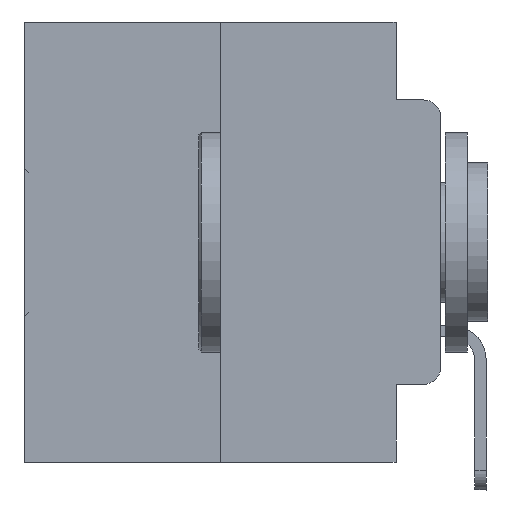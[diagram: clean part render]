
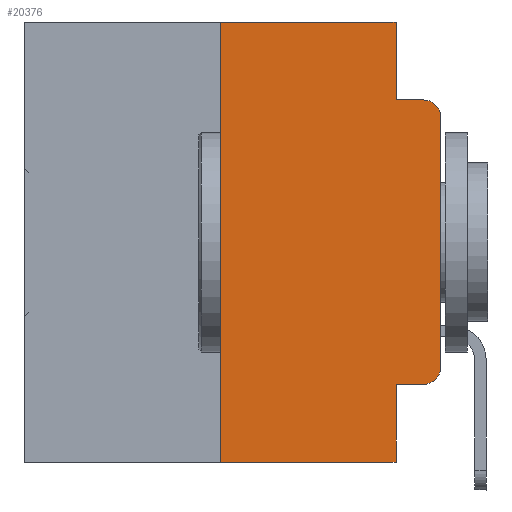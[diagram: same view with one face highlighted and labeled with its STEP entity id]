
A CAD part, left-side view. The second image highlights one B-rep face of the part: STEP entity #20376.
In plain terms, the highlighted planar face has unit normal (-1, 0, 0).
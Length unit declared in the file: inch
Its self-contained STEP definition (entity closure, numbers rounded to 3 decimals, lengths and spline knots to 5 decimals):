
#979 = CARTESIAN_POINT ( 'NONE',  ( 0., 0.02, -0.3915 ) ) ;
#1984 = VERTEX_POINT ( 'NONE', #8300 ) ;
#2571 = EDGE_CURVE ( 'NONE', #22327, #22900, #28331, .T. ) ;
#3050 = DIRECTION ( 'NONE',  ( 0., 0., -1. ) ) ;
#4200 = ORIENTED_EDGE ( 'NONE', *, *, #23905, .F. ) ;
#4645 = DIRECTION ( 'NONE',  ( 0., 0., -1. ) ) ;
#4680 = CIRCLE ( 'NONE', #4823, 0.02 ) ;
#4823 = AXIS2_PLACEMENT_3D ( 'NONE', #32229, #14409, #4645 ) ;
#5120 = CIRCLE ( 'NONE', #21037, 0.02 ) ;
#5696 = EDGE_CURVE ( 'NONE', #32753, #24971, #16108, .T. ) ;
#5881 = CARTESIAN_POINT ( 'NONE',  ( 0., 0.051, -0.0885 ) ) ;
#6183 = DIRECTION ( 'NONE',  ( 0., -1., 0. ) ) ;
#6211 = EDGE_CURVE ( 'NONE', #22327, #28835, #9007, .T. ) ;
#7425 = CARTESIAN_POINT ( 'NONE',  ( 0., 0.25, 0. ) ) ;
#8300 = CARTESIAN_POINT ( 'NONE',  ( 0., 0.051, 0. ) ) ;
#8466 = LINE ( 'NONE', #26203, #27048 ) ;
#8576 = DIRECTION ( 'NONE',  ( 0., 0., -1. ) ) ;
#8605 = CARTESIAN_POINT ( 'NONE',  ( 0., 0.473, -0.5 ) ) ;
#9007 = LINE ( 'NONE', #8605, #28351 ) ;
#9224 = DIRECTION ( 'NONE',  ( 0., -1., 0. ) ) ;
#9319 = ORIENTED_EDGE ( 'NONE', *, *, #2571, .F. ) ;
#9499 = EDGE_CURVE ( 'NONE', #28509, #16244, #14330, .T. ) ;
#9604 = DIRECTION ( 'NONE',  ( 0., -1., 0. ) ) ;
#9778 = CARTESIAN_POINT ( 'NONE',  ( 0., 0.051, -0.0885 ) ) ;
#10388 = LINE ( 'NONE', #29833, #31342 ) ;
#10816 = PLANE ( 'NONE',  #20234 ) ;
#11079 = EDGE_CURVE ( 'NONE', #16244, #24971, #4680, .T. ) ;
#11736 = ORIENTED_EDGE ( 'NONE', *, *, #6211, .T. ) ;
#11949 = VECTOR ( 'NONE', #28522, 39.37008 ) ;
#12033 = EDGE_CURVE ( 'NONE', #22900, #1984, #18483, .T. ) ;
#12232 = VERTEX_POINT ( 'NONE', #23352 ) ;
#13216 = CARTESIAN_POINT ( 'NONE',  ( 0., 0.25, 0. ) ) ;
#14330 = LINE ( 'NONE', #30964, #11949 ) ;
#14409 = DIRECTION ( 'NONE',  ( -1., 0., 0. ) ) ;
#16108 = LINE ( 'NONE', #5881, #22025 ) ;
#16244 = VERTEX_POINT ( 'NONE', #17683 ) ;
#17683 = CARTESIAN_POINT ( 'NONE',  ( 0., 0., -0.1085 ) ) ;
#18309 = CARTESIAN_POINT ( 'NONE',  ( 0., 0., -0.3915 ) ) ;
#18483 = LINE ( 'NONE', #19622, #23584 ) ;
#18485 = DIRECTION ( 'NONE',  ( -1., 0., 0. ) ) ;
#19181 = CARTESIAN_POINT ( 'NONE',  ( 0., 0.25, -0.5 ) ) ;
#19200 = EDGE_CURVE ( 'NONE', #22172, #28509, #5120, .T. ) ;
#19500 = DIRECTION ( 'NONE',  ( 0., -1., 0. ) ) ;
#19622 = CARTESIAN_POINT ( 'NONE',  ( 0., 0.473, 0. ) ) ;
#20234 = AXIS2_PLACEMENT_3D ( 'NONE', #21174, #23701, #8576 ) ;
#20376 = ADVANCED_FACE ( 'NONE', ( #30010 ), #10816, .F. ) ;
#21037 = AXIS2_PLACEMENT_3D ( 'NONE', #979, #18485, #3050 ) ;
#21174 = CARTESIAN_POINT ( 'NONE',  ( 0., 0.473, 0. ) ) ;
#21796 = CARTESIAN_POINT ( 'NONE',  ( 0., 0.051, -0.5 ) ) ;
#22025 = VECTOR ( 'NONE', #19500, 39.37008 ) ;
#22172 = VERTEX_POINT ( 'NONE', #23364 ) ;
#22327 = VERTEX_POINT ( 'NONE', #19181 ) ;
#22414 = VECTOR ( 'NONE', #30448, 39.37008 ) ;
#22900 = VERTEX_POINT ( 'NONE', #13216 ) ;
#23268 = ORIENTED_EDGE ( 'NONE', *, *, #24960, .F. ) ;
#23352 = CARTESIAN_POINT ( 'NONE',  ( 0., 0.051, -0.4115 ) ) ;
#23364 = CARTESIAN_POINT ( 'NONE',  ( 0., 0.02, -0.4115 ) ) ;
#23584 = VECTOR ( 'NONE', #9224, 39.37008 ) ;
#23701 = DIRECTION ( 'NONE',  ( 1., 0., 0. ) ) ;
#23905 = EDGE_CURVE ( 'NONE', #1984, #32753, #32267, .T. ) ;
#24397 = CARTESIAN_POINT ( 'NONE',  ( 0., 0.051, 0. ) ) ;
#24960 = EDGE_CURVE ( 'NONE', #12232, #28835, #8466, .T. ) ;
#24971 = VERTEX_POINT ( 'NONE', #29112 ) ;
#25246 = ORIENTED_EDGE ( 'NONE', *, *, #11079, .T. ) ;
#26203 = CARTESIAN_POINT ( 'NONE',  ( 0., 0.051, 0. ) ) ;
#27048 = VECTOR ( 'NONE', #29001, 39.37008 ) ;
#28162 = EDGE_CURVE ( 'NONE', #12232, #22172, #10388, .T. ) ;
#28331 = LINE ( 'NONE', #7425, #22414 ) ;
#28351 = VECTOR ( 'NONE', #6183, 39.37008 ) ;
#28509 = VERTEX_POINT ( 'NONE', #18309 ) ;
#28522 = DIRECTION ( 'NONE',  ( 0., 0., 1. ) ) ;
#28835 = VERTEX_POINT ( 'NONE', #21796 ) ;
#29001 = DIRECTION ( 'NONE',  ( 0., 0., -1. ) ) ;
#29087 = EDGE_LOOP ( 'NONE', ( #32807, #25246, #29681, #4200, #29129, #9319, #11736, #23268, #29497, #29116 ) ) ;
#29112 = CARTESIAN_POINT ( 'NONE',  ( 0., 0.02, -0.0885 ) ) ;
#29116 = ORIENTED_EDGE ( 'NONE', *, *, #19200, .T. ) ;
#29129 = ORIENTED_EDGE ( 'NONE', *, *, #12033, .F. ) ;
#29497 = ORIENTED_EDGE ( 'NONE', *, *, #28162, .T. ) ;
#29529 = DIRECTION ( 'NONE',  ( 0., 0., -1. ) ) ;
#29681 = ORIENTED_EDGE ( 'NONE', *, *, #5696, .F. ) ;
#29833 = CARTESIAN_POINT ( 'NONE',  ( 0., 0.051, -0.4115 ) ) ;
#30010 = FACE_OUTER_BOUND ( 'NONE', #29087, .T. ) ;
#30448 = DIRECTION ( 'NONE',  ( 0., 0., 1. ) ) ;
#30964 = CARTESIAN_POINT ( 'NONE',  ( 0., 0., 0. ) ) ;
#31052 = VECTOR ( 'NONE', #29529, 39.37008 ) ;
#31342 = VECTOR ( 'NONE', #9604, 39.37008 ) ;
#32229 = CARTESIAN_POINT ( 'NONE',  ( 0., 0.02, -0.1085 ) ) ;
#32267 = LINE ( 'NONE', #24397, #31052 ) ;
#32753 = VERTEX_POINT ( 'NONE', #9778 ) ;
#32807 = ORIENTED_EDGE ( 'NONE', *, *, #9499, .T. ) ;
